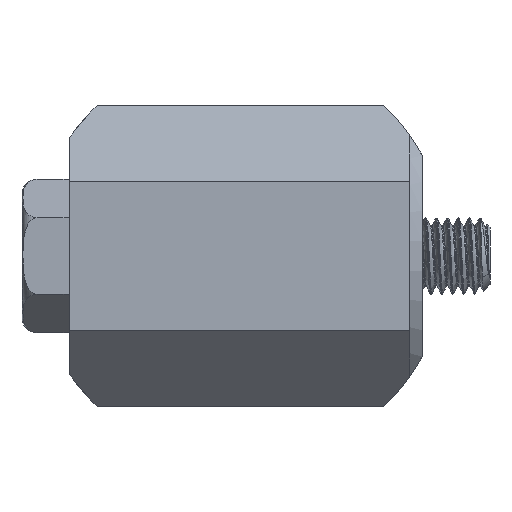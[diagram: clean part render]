
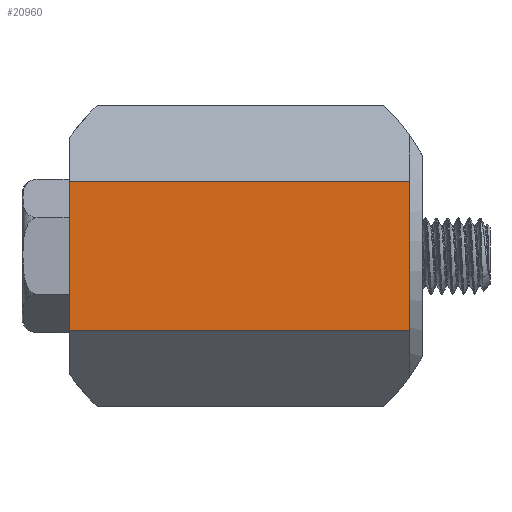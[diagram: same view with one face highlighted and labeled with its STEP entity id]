
A CAD part, left-side view. The second image highlights one B-rep face of the part: STEP entity #20960.
In plain terms, the highlighted planar face has unit normal (-1, 0, 0).
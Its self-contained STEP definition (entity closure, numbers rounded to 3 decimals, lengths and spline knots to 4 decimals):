
#4183=FACE_OUTER_BOUND('',#5450,.T.);
#5450=EDGE_LOOP('',(#12493,#12494,#12495,#12496));
#6928=LINE('',#32610,#7132);
#6931=LINE('',#32641,#7135);
#6932=LINE('',#32642,#7136);
#6933=LINE('',#32643,#7137);
#7132=VECTOR('',#25739,0.3937);
#7135=VECTOR('',#25770,0.3937);
#7136=VECTOR('',#25771,0.3937);
#7137=VECTOR('',#25772,0.3937);
#7341=VERTEX_POINT('',#32607);
#7342=VERTEX_POINT('',#32609);
#7352=VERTEX_POINT('',#32639);
#7353=VERTEX_POINT('',#32640);
#9207=EDGE_CURVE('',#7341,#7342,#6928,.T.);
#9218=EDGE_CURVE('',#7352,#7353,#6931,.T.);
#9219=EDGE_CURVE('',#7342,#7353,#6932,.T.);
#9220=EDGE_CURVE('',#7352,#7341,#6933,.T.);
#12493=ORIENTED_EDGE('',*,*,#9218,.T.);
#12494=ORIENTED_EDGE('',*,*,#9219,.F.);
#12495=ORIENTED_EDGE('',*,*,#9207,.F.);
#12496=ORIENTED_EDGE('',*,*,#9220,.F.);
#19314=PLANE('',#22339);
#20960=ADVANCED_FACE('',(#4183),#19314,.T.);
#22339=AXIS2_PLACEMENT_3D('',#32638,#25768,#25769);
#25739=DIRECTION('',(0.,0.,1.));
#25768=DIRECTION('center_axis',(-1.,0.,0.));
#25769=DIRECTION('ref_axis',(0.,0.,1.));
#25770=DIRECTION('',(0.,0.,1.));
#25771=DIRECTION('',(0.,-1.,0.));
#25772=DIRECTION('',(0.,1.,0.));
#32607=CARTESIAN_POINT('',(-0.669,1.16,-0.245));
#32609=CARTESIAN_POINT('',(-0.669,1.16,0.245));
#32610=CARTESIAN_POINT('',(-0.669,1.16,0.495));
#32638=CARTESIAN_POINT('Origin',(-0.669,0.,-0.495));
#32639=CARTESIAN_POINT('',(-0.669,0.04,-0.245));
#32640=CARTESIAN_POINT('',(-0.669,0.04,0.245));
#32641=CARTESIAN_POINT('',(-0.669,0.04,-0.2475));
#32642=CARTESIAN_POINT('',(-0.669,0.,0.245));
#32643=CARTESIAN_POINT('',(-0.669,0.,-0.245));
